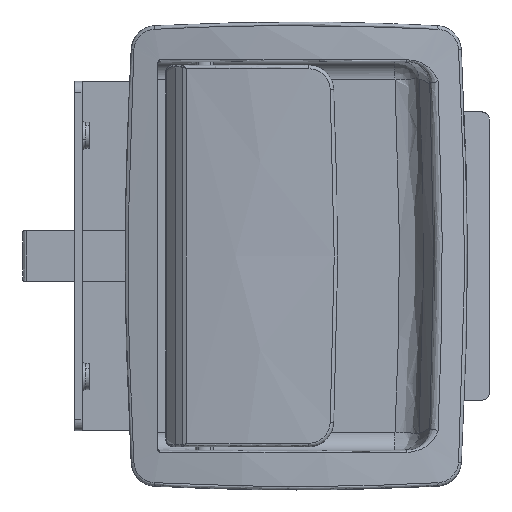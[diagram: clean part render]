
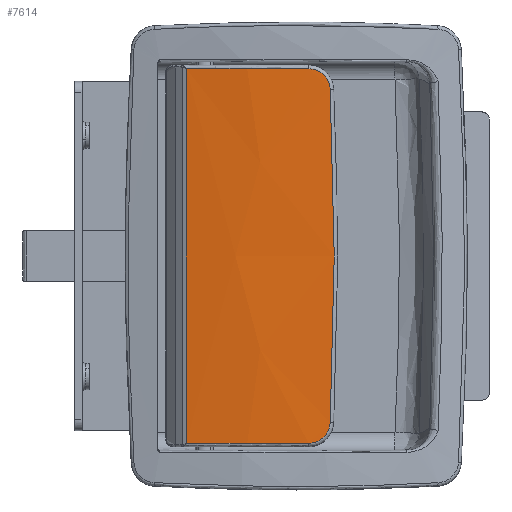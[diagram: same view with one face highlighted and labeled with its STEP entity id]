
A CAD part, front view. The second image highlights one B-rep face of the part: STEP entity #7614.
In plain terms, the highlighted free-form (B-spline) face has degree [1, 2] with [2, 3] control points.
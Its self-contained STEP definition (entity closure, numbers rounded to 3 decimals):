
#4895=CARTESIAN_POINT('',(16.994,-8.048,-52.));
#4896=VERTEX_POINT('',#4895);
#5170=CARTESIAN_POINT('',(16.994,-8.048,52.));
#5171=VERTEX_POINT('',#5170);
#5354=CARTESIAN_POINT('',(50.912,-10.47,-52.));
#5355=VERTEX_POINT('',#5354);
#5366=CARTESIAN_POINT('',(16.994,-8.048,-52.));
#5367=CARTESIAN_POINT('',(33.844,-10.774,-52.));
#5368=CARTESIAN_POINT('',(50.912,-10.47,-52.));
#5376=(BOUNDED_CURVE()B_SPLINE_CURVE(2,(#5366,#5367,#5368),.UNSPECIFIED.,.F.,.U.)CURVE()GEOMETRIC_REPRESENTATION_ITEM()QUASI_UNIFORM_CURVE()RATIONAL_B_SPLINE_CURVE((1.0,0.996,1.0))REPRESENTATION_ITEM(''));
#5377=EDGE_CURVE('',#4896,#5355,#5376,.T.);
#5520=CARTESIAN_POINT('',(56.936,-10.267,-46.288));
#5521=VERTEX_POINT('',#5520);
#5534=CARTESIAN_POINT('',(50.912,-10.47,-52.));
#5535=CARTESIAN_POINT('',(51.627,-10.451,-52.002));
#5536=CARTESIAN_POINT('',(52.701,-10.422,-51.811));
#5537=CARTESIAN_POINT('',(53.912,-10.386,-51.235));
#5538=CARTESIAN_POINT('',(54.821,-10.358,-50.616));
#5539=CARTESIAN_POINT('',(55.724,-10.327,-49.718));
#5540=CARTESIAN_POINT('',(56.613,-10.292,-48.231));
#5541=CARTESIAN_POINT('',(56.9,-10.274,-47.003));
#5542=CARTESIAN_POINT('',(56.936,-10.267,-46.288));
#5543=B_SPLINE_CURVE_WITH_KNOTS('',3,(#5534,#5535,#5536,#5537,#5538,#5539,#5540,#5541,#5542),.UNSPECIFIED.,.F.,.U.,(4,1,1,1,1,1,4),(0.,2.148,3.222,4.009,5.441,7.016,9.164),.UNSPECIFIED.);
#5544=EDGE_CURVE('',#5355,#5521,#5543,.T.);
#5582=CARTESIAN_POINT('',(50.912,-10.47,52.));
#5583=VERTEX_POINT('',#5582);
#5584=CARTESIAN_POINT('',(50.912,-10.47,52.));
#5585=CARTESIAN_POINT('',(33.844,-10.774,52.));
#5586=CARTESIAN_POINT('',(16.994,-8.048,52.));
#5594=(BOUNDED_CURVE()B_SPLINE_CURVE(2,(#5584,#5585,#5586),.UNSPECIFIED.,.F.,.U.)CURVE()GEOMETRIC_REPRESENTATION_ITEM()QUASI_UNIFORM_CURVE()RATIONAL_B_SPLINE_CURVE((1.0,0.996,1.0))REPRESENTATION_ITEM(''));
#5595=EDGE_CURVE('',#5583,#5171,#5594,.T.);
#5817=CARTESIAN_POINT('',(56.936,-10.267,46.288));
#5818=VERTEX_POINT('',#5817);
#5843=CARTESIAN_POINT('',(56.936,-10.267,46.288));
#5844=CARTESIAN_POINT('',(56.906,-10.273,46.884));
#5845=CARTESIAN_POINT('',(56.69,-10.288,47.948));
#5846=CARTESIAN_POINT('',(56.008,-10.318,49.3));
#5847=CARTESIAN_POINT('',(55.027,-10.353,50.481));
#5848=CARTESIAN_POINT('',(53.766,-10.393,51.374));
#5849=CARTESIAN_POINT('',(52.295,-10.434,51.898));
#5850=CARTESIAN_POINT('',(51.365,-10.458,52.001));
#5851=CARTESIAN_POINT('',(50.912,-10.47,52.));
#5852=B_SPLINE_CURVE_WITH_KNOTS('',3,(#5843,#5844,#5845,#5846,#5847,#5848,#5849,#5850,#5851),.UNSPECIFIED.,.F.,.U.,(4,1,1,1,1,1,4),(0.,1.79,3.221,4.51,6.371,7.803,9.163),.UNSPECIFIED.);
#5853=EDGE_CURVE('',#5818,#5583,#5852,.T.);
#5916=CARTESIAN_POINT('',(56.936,-10.267,-46.288));
#5917=CARTESIAN_POINT('',(57.123,-10.258,-42.433));
#5918=CARTESIAN_POINT('',(57.286,-10.249,-38.578));
#5919=CARTESIAN_POINT('',(57.566,-10.235,-30.865));
#5920=CARTESIAN_POINT('',(57.682,-10.228,-27.008));
#5921=CARTESIAN_POINT('',(57.962,-10.213,-15.436));
#5922=CARTESIAN_POINT('',(58.055,-10.208,-7.719));
#5923=CARTESIAN_POINT('',(58.055,-10.208,7.719));
#5924=CARTESIAN_POINT('',(57.962,-10.213,15.436));
#5925=CARTESIAN_POINT('',(57.682,-10.228,27.008));
#5926=CARTESIAN_POINT('',(57.566,-10.235,30.865));
#5927=CARTESIAN_POINT('',(57.286,-10.249,38.578));
#5928=CARTESIAN_POINT('',(57.123,-10.258,42.433));
#5929=CARTESIAN_POINT('',(56.936,-10.267,46.288));
#5930=B_SPLINE_CURVE_WITH_KNOTS('',3,(#5916,#5917,#5918,#5919,#5920,#5921,#5922,#5923,#5924,#5925,#5926,#5927,#5928,#5929),.UNSPECIFIED.,.F.,.U.,(4,2,2,2,2,2,4),(0.0,0.125,0.25,0.5,0.75,0.875,1.0),.UNSPECIFIED.);
#5931=EDGE_CURVE('',#5521,#5818,#5930,.T.);
#7246=CARTESIAN_POINT('',(16.994,-8.048,-52.));
#7247=CARTESIAN_POINT('',(16.994,-8.048,52.));
#7248=QUASI_UNIFORM_CURVE('',1,(#7246,#7247),.UNSPECIFIED.,.F.,.U.);
#7249=EDGE_CURVE('',#4896,#5171,#7248,.T.);
#7592=CARTESIAN_POINT('',(60.102,-10.084,-54.6));
#7593=CARTESIAN_POINT('',(60.102,-10.084,54.665));
#7594=CARTESIAN_POINT('',(37.393,-11.585,-54.6));
#7595=CARTESIAN_POINT('',(37.393,-11.585,54.665));
#7596=CARTESIAN_POINT('',(14.966,-7.709,-54.6));
#7597=CARTESIAN_POINT('',(14.966,-7.709,54.665));
#7605=(BOUNDED_SURFACE()B_SPLINE_SURFACE(1,2,((#7592,#7594,#7596),(#7593,#7595,#7597)),.UNSPECIFIED.,.F.,.F.,.U.)B_SPLINE_SURFACE_WITH_KNOTS((2,2),(3,3),(0.0,109.265),(5.123,50.486),.UNSPECIFIED.)GEOMETRIC_REPRESENTATION_ITEM()RATIONAL_B_SPLINE_SURFACE(((0.998,0.99,0.996),(0.998,0.99,0.996)))REPRESENTATION_ITEM('')SURFACE());
#7606=ORIENTED_EDGE('',*,*,#7249,.F.);
#7607=ORIENTED_EDGE('',*,*,#5377,.T.);
#7608=ORIENTED_EDGE('',*,*,#5544,.T.);
#7609=ORIENTED_EDGE('',*,*,#5931,.T.);
#7610=ORIENTED_EDGE('',*,*,#5853,.T.);
#7611=ORIENTED_EDGE('',*,*,#5595,.T.);
#7612=EDGE_LOOP('',(#7606,#7607,#7608,#7609,#7610,#7611));
#7613=FACE_OUTER_BOUND('',#7612,.T.);
#7614=ADVANCED_FACE('',(#7613),#7605,.T.);
